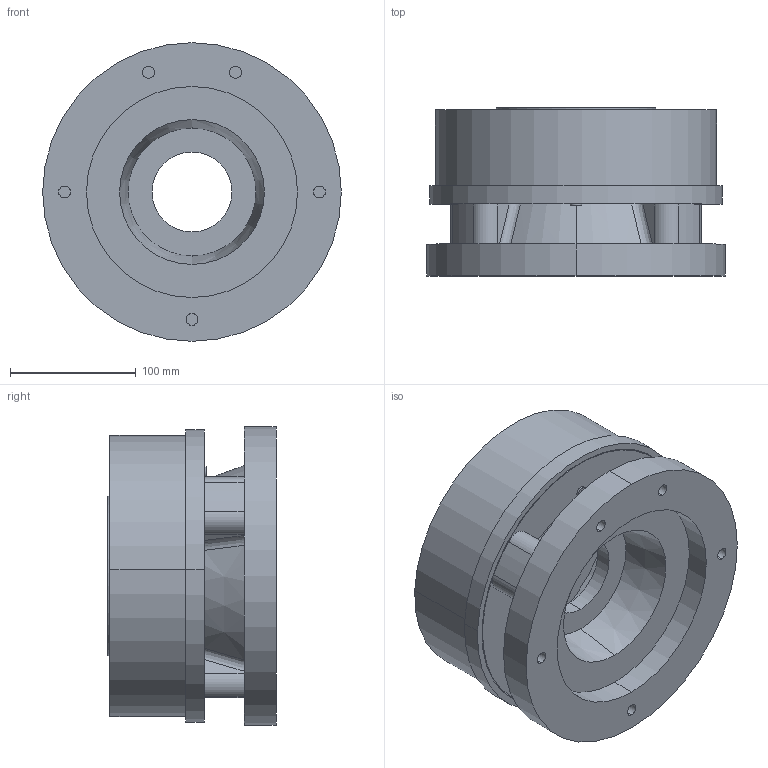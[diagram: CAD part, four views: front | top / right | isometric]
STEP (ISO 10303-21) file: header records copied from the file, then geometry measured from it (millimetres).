
FILE_DESCRIPTION (( 'STEP AP203' ), '1' );
FILE_NAME ('FrontAxle_Secondary.STEP', '2023-07-27T05:57:10', ( '' ), ( '' ), 'SwSTEP 2.0', 'SolidWorks 2021', '' );
FILE_SCHEMA (( 'CONFIG_CONTROL_DESIGN' ));
Length unit declared in the file: centimetre
Products named in the file (6): Drum Brake _1_; Front Axle Assembly _1_; Part 75; FrontAxle_Secondary; Part 66; Part 67
Assembly tree (5 placements, depth 4):
  FrontAxle_Secondary
    Front Axle Assembly _1_
      Drum Brake _1_
        Part 67
        Part 66
        Part 75
Bounding box: 237.24 x 133.67 x 237.24 mm (x, y, z)
Volume: 1962128.1 mm3; surface area: 434680.4 mm2
Topology: 3 solids, 3 shells, 259 faces, 638 edges, 418 vertices
Faces by surface type: cylinder 147, plane 75, cone 24, bspline 13
Entity records: 10239 total; most frequent: CARTESIAN_POINT 3215, DIRECTION 1406, ORIENTED_EDGE 1276, EDGE_CURVE 638, AXIS2_PLACEMENT_3D 580, VERTEX_POINT 418, EDGE_LOOP 350, CIRCLE 324
